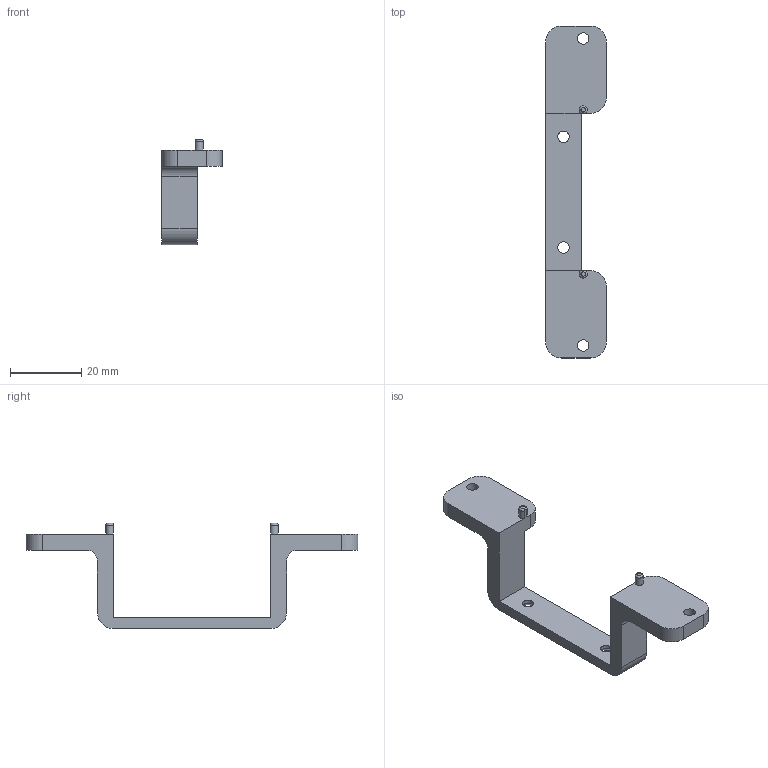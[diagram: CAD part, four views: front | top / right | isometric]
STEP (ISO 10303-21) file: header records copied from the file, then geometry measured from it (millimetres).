
FILE_DESCRIPTION(/* description */ (''),/* implementation_level */ '2;1');
FILE_NAME(/* name */ 'tray_motor_mount.step',/* time_stamp */ '2021-11-13T00:33:55+01:00',/* author */ (''),/* organization */ (''),/* preprocessor_version */ 'ST-DEVELOPER v18.1',/* originating_system */ 'Autodesk Translation Framework v10.10.0.1391',/* authorisation */ '');
FILE_SCHEMA (('AUTOMOTIVE_DESIGN { 1 0 10303 214 3 1 1 }'));
Length unit declared in the file: millimetre
Products named in the file (1): Motor mount
Bounding box: 17 x 93 x 29.5 mm (x, y, z)
Volume: 6728 mm3; surface area: 4707.1 mm2
Topology: 1 solids, 1 shells, 39 faces, 106 edges, 70 vertices
Faces by surface type: plane 19, cylinder 16, cone 2, torus 2
Full cylindrical faces by diameter (mm): 3.2 x4
Entity records: 1331 total; most frequent: CARTESIAN_POINT 258, DIRECTION 224, ORIENTED_EDGE 212, EDGE_CURVE 106, AXIS2_PLACEMENT_3D 80, VERTEX_POINT 70, LINE 64, VECTOR 64
